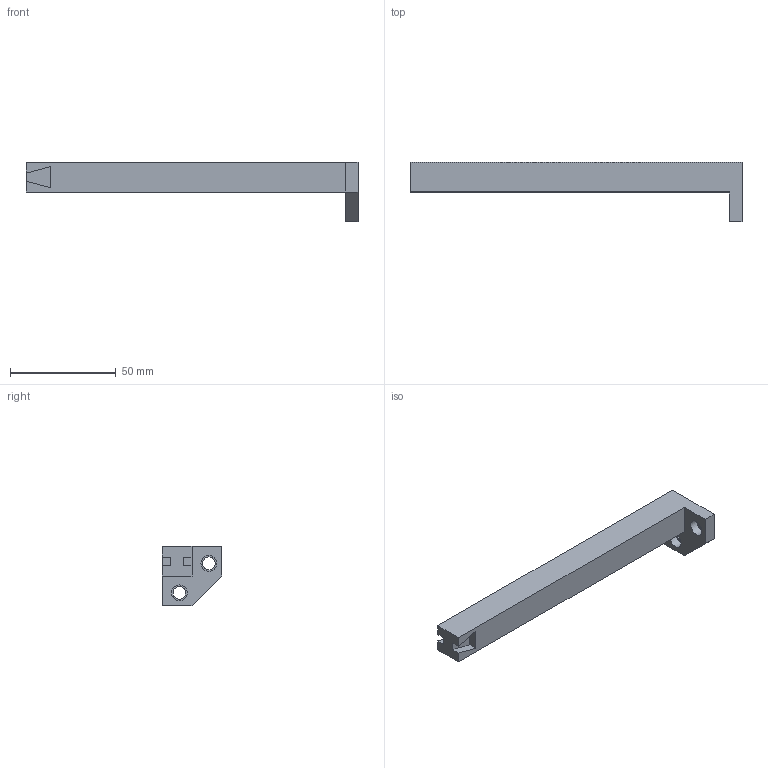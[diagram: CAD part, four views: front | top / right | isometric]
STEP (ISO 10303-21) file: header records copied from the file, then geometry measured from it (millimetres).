
FILE_DESCRIPTION(('FreeCAD Model'),'2;1');
FILE_NAME('Open CASCADE Shape Model','2025-05-28T20:59:18',(''),(''), 'Open CASCADE STEP processor 7.8','FreeCAD','Unknown');
FILE_SCHEMA(('AUTOMOTIVE_DESIGN { 1 0 10303 214 1 1 1 1 }'));
Length unit declared in the file: millimetre
Products named in the file (1): 25Longthing001
Bounding box: 157 x 28 x 28 mm (x, y, z)
Volume: 32606 mm3; surface area: 10843.4 mm2
Topology: 1 solids, 1 shells, 28 faces, 72 edges, 48 vertices
Faces by surface type: plane 24, cylinder 4
Full cylindrical faces by diameter (mm): 6 x2, 7.5 x2
Entity records: 874 total; most frequent: CARTESIAN_POINT 149, ORIENTED_EDGE 144, DIRECTION 138, EDGE_CURVE 72, LINE 64, VECTOR 64, VERTEX_POINT 48, AXIS2_PLACEMENT_3D 37
